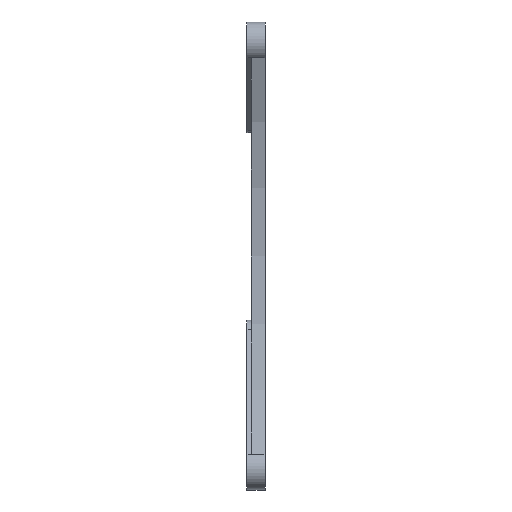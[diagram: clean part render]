
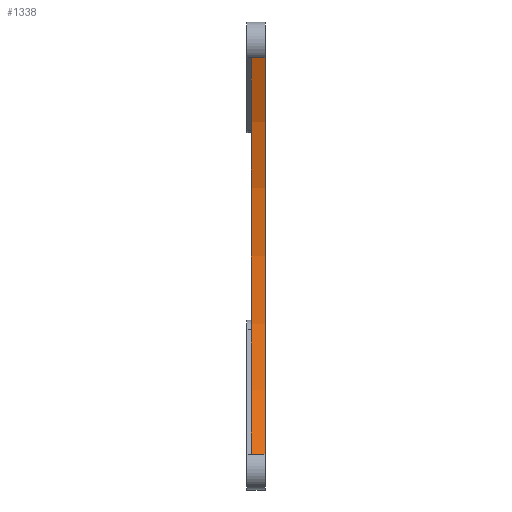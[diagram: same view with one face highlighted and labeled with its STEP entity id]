
A CAD part, left-side view. The second image highlights one B-rep face of the part: STEP entity #1338.
In plain terms, the highlighted cylindrical face has radius 108.62 mm (diameter 217.24 mm), a partial arc.
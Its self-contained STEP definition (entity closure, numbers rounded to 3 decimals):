
#150=FACE_OUTER_BOUND('',#255,.T.);
#255=EDGE_LOOP('',(#1129,#1130,#1131,#1132));
#354=LINE('',#2294,#446);
#358=LINE('',#2305,#450);
#446=VECTOR('',#1896,10.);
#450=VECTOR('',#1906,10.);
#538=CIRCLE('',#1498,108.62);
#547=CIRCLE('',#1512,108.62);
#652=VERTEX_POINT('',#2269);
#653=VERTEX_POINT('',#2271);
#660=VERTEX_POINT('',#2293);
#664=VERTEX_POINT('',#2303);
#818=EDGE_CURVE('',#652,#653,#538,.T.);
#829=EDGE_CURVE('',#652,#660,#354,.T.);
#834=EDGE_CURVE('',#660,#664,#547,.T.);
#835=EDGE_CURVE('',#653,#664,#358,.T.);
#1129=ORIENTED_EDGE('',*,*,#834,.T.);
#1130=ORIENTED_EDGE('',*,*,#835,.F.);
#1131=ORIENTED_EDGE('',*,*,#818,.F.);
#1132=ORIENTED_EDGE('',*,*,#829,.T.);
#1269=CYLINDRICAL_SURFACE('',#1511,108.62);
#1338=ADVANCED_FACE('',(#150),#1269,.F.);
#1498=AXIS2_PLACEMENT_3D('',#2272,#1869,#1870);
#1511=AXIS2_PLACEMENT_3D('',#2302,#1902,#1903);
#1512=AXIS2_PLACEMENT_3D('',#2304,#1904,#1905);
#1869=DIRECTION('center_axis',(0.,1.,0.));
#1870=DIRECTION('ref_axis',(0.899,0.,-0.437));
#1896=DIRECTION('',(0.,1.,0.));
#1902=DIRECTION('center_axis',(0.,1.,0.));
#1903=DIRECTION('ref_axis',(0.899,0.,-0.437));
#1904=DIRECTION('center_axis',(0.,1.,0.));
#1905=DIRECTION('ref_axis',(0.899,0.,-0.437));
#1906=DIRECTION('',(0.,1.,0.));
#2269=CARTESIAN_POINT('',(-48.101,79.6,504.06));
#2271=CARTESIAN_POINT('',(-48.101,79.6,415.94));
#2272=CARTESIAN_POINT('Origin',(-147.383,79.6,460.));
#2293=CARTESIAN_POINT('',(-48.101,82.6,504.06));
#2294=CARTESIAN_POINT('',(-48.101,79.6,504.06));
#2302=CARTESIAN_POINT('Origin',(-147.383,79.6,460.));
#2303=CARTESIAN_POINT('',(-48.101,82.6,415.94));
#2304=CARTESIAN_POINT('Origin',(-147.383,82.6,460.));
#2305=CARTESIAN_POINT('',(-48.101,79.6,415.94));
